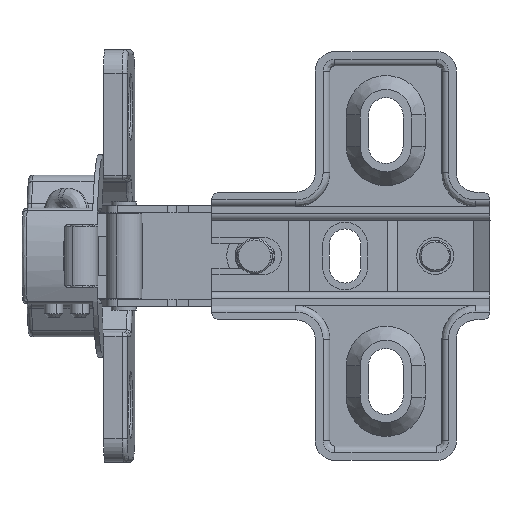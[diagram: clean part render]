
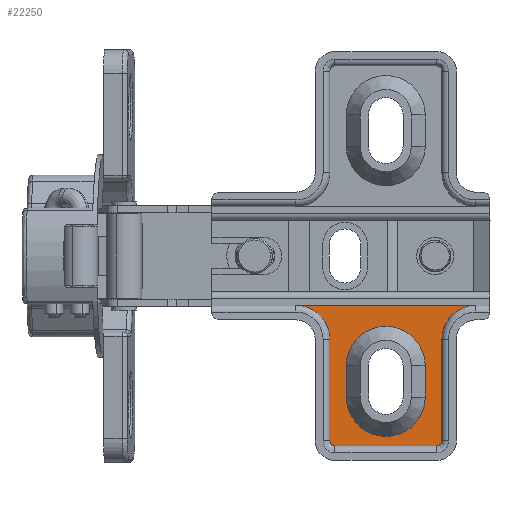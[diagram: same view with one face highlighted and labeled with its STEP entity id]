
A CAD part, front view. The second image highlights one B-rep face of the part: STEP entity #22250.
In plain terms, the highlighted face is planar.
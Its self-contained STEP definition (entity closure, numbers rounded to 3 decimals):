
#374 = AXIS2_PLACEMENT_3D ( 'NONE', #15567, #25401, #20728 ) ;
#453 = VERTEX_POINT ( 'NONE', #17386 ) ;
#640 = DIRECTION ( 'NONE',  ( 1., 0., 0. ) ) ;
#983 = CARTESIAN_POINT ( 'NONE',  ( 5.25, 23.6, 2.65 ) ) ;
#2231 = VERTEX_POINT ( 'NONE', #15774 ) ;
#2363 = CARTESIAN_POINT ( 'NONE',  ( 9.6, 10.65, 2.65 ) ) ;
#2395 = DIRECTION ( 'NONE',  ( 0., 0., -1. ) ) ;
#2721 = EDGE_CURVE ( 'NONE', #19839, #26410, #28208, .T. ) ;
#2763 = CARTESIAN_POINT ( 'NONE',  ( 4.6, 23.6, 2.65 ) ) ;
#3006 = LINE ( 'NONE', #5270, #20466 ) ;
#3177 = DIRECTION ( 'NONE',  ( 0., 0., 1. ) ) ;
#3466 = ORIENTED_EDGE ( 'NONE', *, *, #19087, .T. ) ;
#3476 = CARTESIAN_POINT ( 'NONE',  ( -9.05, 23.6, 2.65 ) ) ;
#4090 = CARTESIAN_POINT ( 'NONE',  ( 9.6, 6.3, 2.65 ) ) ;
#4139 = CARTESIAN_POINT ( 'NONE',  ( -6.931, 15.275, 2.65 ) ) ;
#4462 = AXIS2_PLACEMENT_3D ( 'NONE', #8617, #16487, #28434 ) ;
#4674 = EDGE_CURVE ( 'NONE', #30306, #22639, #3006, .T. ) ;
#5022 = CARTESIAN_POINT ( 'NONE',  ( -8.4, 24.25, 2.65 ) ) ;
#5270 = CARTESIAN_POINT ( 'NONE',  ( 5.25, 15.275, 2.65 ) ) ;
#5305 = EDGE_CURVE ( 'NONE', #5462, #19784, #21403, .T. ) ;
#5462 = VERTEX_POINT ( 'NONE', #19651 ) ;
#6131 = VERTEX_POINT ( 'NONE', #14881 ) ;
#6293 = CARTESIAN_POINT ( 'NONE',  ( -1.9, 24.25, 2.65 ) ) ;
#6361 = ORIENTED_EDGE ( 'NONE', *, *, #9184, .F. ) ;
#6859 = EDGE_LOOP ( 'NONE', ( #26288, #17098, #25759, #26592 ) ) ;
#7148 = AXIS2_PLACEMENT_3D ( 'NONE', #2763, #30289, #10007 ) ;
#8103 = EDGE_CURVE ( 'NONE', #453, #19839, #23347, .T. ) ;
#8617 = CARTESIAN_POINT ( 'NONE',  ( -8.4, 23.6, 2.65 ) ) ;
#9117 = ORIENTED_EDGE ( 'NONE', *, *, #14684, .F. ) ;
#9123 = CARTESIAN_POINT ( 'NONE',  ( -6.931, 14., 2.65 ) ) ;
#9184 = EDGE_CURVE ( 'NONE', #22639, #5462, #21007, .T. ) ;
#10007 = DIRECTION ( 'NONE',  ( -1., 0., 0. ) ) ;
#10181 = CIRCLE ( 'NONE', #30718, 4.35 ) ;
#10266 = CIRCLE ( 'NONE', #21051, 4.35 ) ;
#10413 = PLANE ( 'NONE',  #11180 ) ;
#10465 = CARTESIAN_POINT ( 'NONE',  ( -1.9, 14., 2.65 ) ) ;
#10721 = DIRECTION ( 'NONE',  ( -1., 0., 0. ) ) ;
#11180 = AXIS2_PLACEMENT_3D ( 'NONE', #22326, #29894, #17491 ) ;
#11569 = EDGE_CURVE ( 'NONE', #26410, #6131, #31018, .T. ) ;
#11915 = VERTEX_POINT ( 'NONE', #23108 ) ;
#12488 = VECTOR ( 'NONE', #28354, 1000. ) ;
#12677 = CIRCLE ( 'NONE', #4462, 0.65 ) ;
#12719 = CIRCLE ( 'NONE', #374, 5.031 ) ;
#13668 = EDGE_CURVE ( 'NONE', #2231, #11915, #10181, .T. ) ;
#14104 = DIRECTION ( 'NONE',  ( 1., 0., 0. ) ) ;
#14629 = EDGE_CURVE ( 'NONE', #6131, #453, #12719, .T. ) ;
#14684 = EDGE_CURVE ( 'NONE', #15236, #2231, #15435, .T. ) ;
#14881 = CARTESIAN_POINT ( 'NONE',  ( -6.931, 18., 2.65 ) ) ;
#15236 = VERTEX_POINT ( 'NONE', #3476 ) ;
#15435 = LINE ( 'NONE', #17541, #26612 ) ;
#15567 = CARTESIAN_POINT ( 'NONE',  ( -1.9, 18., 2.65 ) ) ;
#15759 = CARTESIAN_POINT ( 'NONE',  ( 3.131, 15.275, 2.65 ) ) ;
#15774 = CARTESIAN_POINT ( 'NONE',  ( -9.05, 10.65, 2.65 ) ) ;
#16138 = EDGE_LOOP ( 'NONE', ( #16816, #16724, #9117, #22465, #17306, #6361, #25762, #3466 ) ) ;
#16482 = CARTESIAN_POINT ( 'NONE',  ( 5.25, 10.65, 2.65 ) ) ;
#16487 = DIRECTION ( 'NONE',  ( 0., 0., 1. ) ) ;
#16521 = CARTESIAN_POINT ( 'NONE',  ( -6.35, 6.3, 2.65 ) ) ;
#16724 = ORIENTED_EDGE ( 'NONE', *, *, #13668, .F. ) ;
#16816 = ORIENTED_EDGE ( 'NONE', *, *, #30043, .F. ) ;
#17098 = ORIENTED_EDGE ( 'NONE', *, *, #2721, .F. ) ;
#17104 = CARTESIAN_POINT ( 'NONE',  ( 3.131, 14., 2.65 ) ) ;
#17306 = ORIENTED_EDGE ( 'NONE', *, *, #5305, .F. ) ;
#17386 = CARTESIAN_POINT ( 'NONE',  ( 3.131, 18., 2.65 ) ) ;
#17491 = DIRECTION ( 'NONE',  ( 1., 0., 0. ) ) ;
#17541 = CARTESIAN_POINT ( 'NONE',  ( -9.05, 15.275, 2.65 ) ) ;
#17783 = DIRECTION ( 'NONE',  ( -1., 0., 0. ) ) ;
#17964 = FACE_BOUND ( 'NONE', #6859, .T. ) ;
#19087 = EDGE_CURVE ( 'NONE', #30306, #25719, #10266, .T. ) ;
#19651 = CARTESIAN_POINT ( 'NONE',  ( 4.6, 24.25, 2.65 ) ) ;
#19784 = VERTEX_POINT ( 'NONE', #5022 ) ;
#19792 = CARTESIAN_POINT ( 'NONE',  ( -13.4, 10.65, 2.65 ) ) ;
#19839 = VERTEX_POINT ( 'NONE', #17104 ) ;
#20466 = VECTOR ( 'NONE', #22483, 1000. ) ;
#20615 = VECTOR ( 'NONE', #23932, 1000. ) ;
#20728 = DIRECTION ( 'NONE',  ( 1., 0., 0. ) ) ;
#21007 = CIRCLE ( 'NONE', #7148, 0.65 ) ;
#21051 = AXIS2_PLACEMENT_3D ( 'NONE', #2363, #3177, #10721 ) ;
#21403 = LINE ( 'NONE', #6293, #25362 ) ;
#21904 = VECTOR ( 'NONE', #14104, 1000. ) ;
#22250 = ADVANCED_FACE ( 'NONE', ( #17964, #30196 ), #10413, .F. ) ;
#22326 = CARTESIAN_POINT ( 'NONE',  ( -13.538, 6.3, 2.65 ) ) ;
#22465 = ORIENTED_EDGE ( 'NONE', *, *, #30791, .F. ) ;
#22483 = DIRECTION ( 'NONE',  ( 0., 1., 0. ) ) ;
#22639 = VERTEX_POINT ( 'NONE', #983 ) ;
#23108 = CARTESIAN_POINT ( 'NONE',  ( -13.4, 6.3, 2.65 ) ) ;
#23347 = LINE ( 'NONE', #15759, #12488 ) ;
#23932 = DIRECTION ( 'NONE',  ( 0., 1., 0. ) ) ;
#25362 = VECTOR ( 'NONE', #31228, 1000. ) ;
#25401 = DIRECTION ( 'NONE',  ( 0., 0., -1. ) ) ;
#25719 = VERTEX_POINT ( 'NONE', #4090 ) ;
#25759 = ORIENTED_EDGE ( 'NONE', *, *, #8103, .F. ) ;
#25762 = ORIENTED_EDGE ( 'NONE', *, *, #4674, .F. ) ;
#26288 = ORIENTED_EDGE ( 'NONE', *, *, #11569, .F. ) ;
#26410 = VERTEX_POINT ( 'NONE', #9123 ) ;
#26592 = ORIENTED_EDGE ( 'NONE', *, *, #14629, .F. ) ;
#26612 = VECTOR ( 'NONE', #27374, 1000. ) ;
#27374 = DIRECTION ( 'NONE',  ( 0., -1., 0. ) ) ;
#28011 = DIRECTION ( 'NONE',  ( 0., 0., -1. ) ) ;
#28208 = CIRCLE ( 'NONE', #31268, 5.031 ) ;
#28354 = DIRECTION ( 'NONE',  ( 0., -1., 0. ) ) ;
#28434 = DIRECTION ( 'NONE',  ( -1., 0., 0. ) ) ;
#29894 = DIRECTION ( 'NONE',  ( 0., 0., 1. ) ) ;
#30043 = EDGE_CURVE ( 'NONE', #11915, #25719, #30883, .T. ) ;
#30196 = FACE_OUTER_BOUND ( 'NONE', #16138, .T. ) ;
#30289 = DIRECTION ( 'NONE',  ( 0., 0., 1. ) ) ;
#30306 = VERTEX_POINT ( 'NONE', #16482 ) ;
#30718 = AXIS2_PLACEMENT_3D ( 'NONE', #19792, #2395, #17783 ) ;
#30791 = EDGE_CURVE ( 'NONE', #19784, #15236, #12677, .T. ) ;
#30883 = LINE ( 'NONE', #16521, #21904 ) ;
#31018 = LINE ( 'NONE', #4139, #20615 ) ;
#31228 = DIRECTION ( 'NONE',  ( -1., 0., 0. ) ) ;
#31268 = AXIS2_PLACEMENT_3D ( 'NONE', #10465, #28011, #640 ) ;
